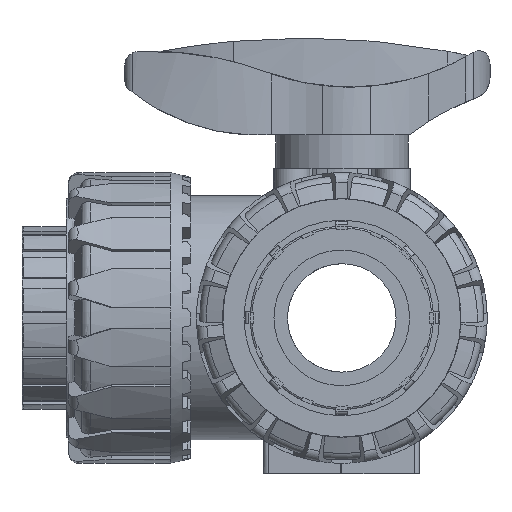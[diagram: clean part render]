
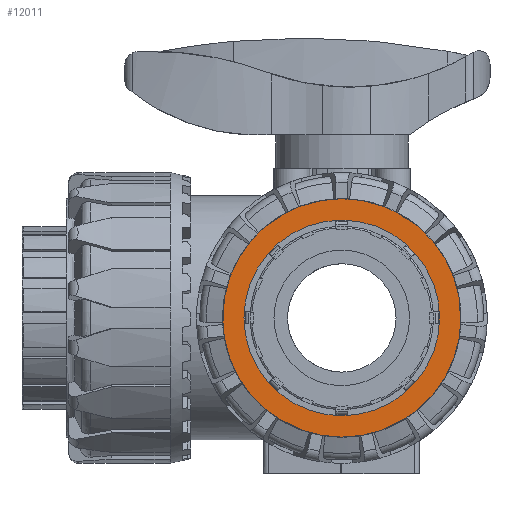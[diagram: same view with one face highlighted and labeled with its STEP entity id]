
A CAD part, front view. The second image highlights one B-rep face of the part: STEP entity #12011.
In plain terms, the highlighted face is planar.
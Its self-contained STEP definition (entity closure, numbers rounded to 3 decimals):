
#2657=PLANE($,#13392);
#2699=FACE_BOUND($,#3992,.T.);
#2700=FACE_BOUND($,#3993,.T.);
#3992=EDGE_LOOP($,(#11158));
#3993=EDGE_LOOP($,(#11159));
#4463=CIRCLE($,#13312,28.85);
#4479=CIRCLE($,#13358,35.15);
#5690=VERTEX_POINT($,#21948);
#5699=VERTEX_POINT($,#22040);
#7469=EDGE_CURVE($,#5690,#5690,#4463,.T.);
#7516=EDGE_CURVE($,#5699,#5699,#4479,.T.);
#11158=ORIENTED_EDGE($,*,*,#7469,.T.);
#11159=ORIENTED_EDGE($,*,*,#7516,.T.);
#12011=ADVANCED_FACE($,(#2699,#2700),#2657,.T.);
#13312=AXIS2_PLACEMENT_3D($,#21949,#16821,#16822);
#13358=AXIS2_PLACEMENT_3D($,#22041,#16929,#16930);
#13392=AXIS2_PLACEMENT_3D($,#22080,#16999,#17000);
#16821=DIRECTION('center_axis',(0.,0.,-1.));
#16822=DIRECTION('ref_axis',(-1.,0.,0.));
#16929=DIRECTION('center_axis',(0.,0.,1.));
#16930=DIRECTION('ref_axis',(1.,0.,0.));
#16999=DIRECTION('center_axis',(0.,0.,1.));
#17000=DIRECTION('ref_axis',(1.,0.,0.));
#21948=CARTESIAN_POINT('',(28.85,0.,36.7));
#21949=CARTESIAN_POINT('Origin',(0.,0.,36.7));
#22040=CARTESIAN_POINT('',(0.,-35.15,36.7));
#22041=CARTESIAN_POINT('Origin',(0.,0.,36.7));
#22080=CARTESIAN_POINT('Origin',(0.,0.,36.7));
